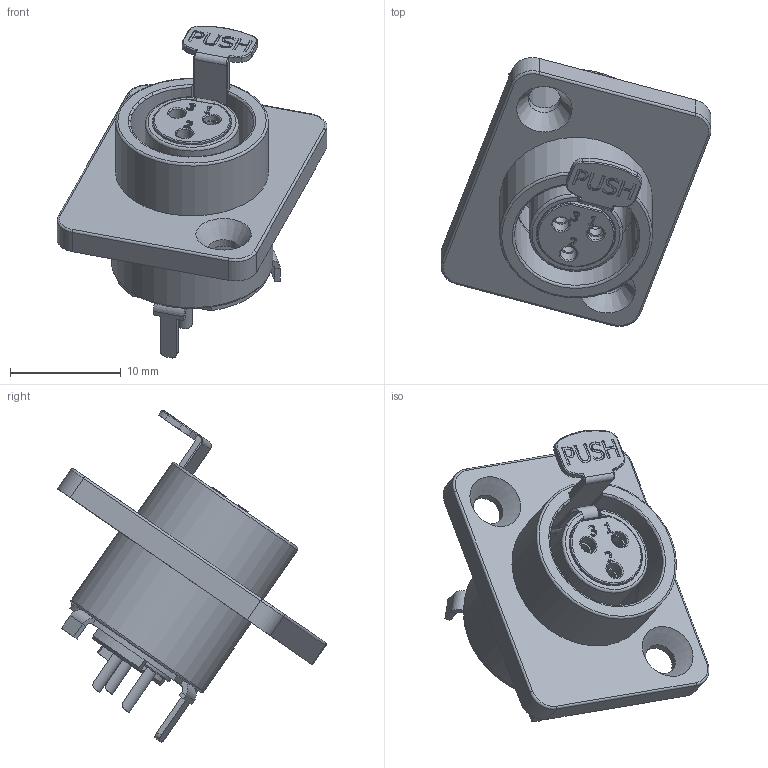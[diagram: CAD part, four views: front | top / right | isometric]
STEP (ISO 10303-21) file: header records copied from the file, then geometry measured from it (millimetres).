
FILE_DESCRIPTION((''),'2;1');
FILE_NAME('AG3FCRV.stp','2015-10-26T17:53:34',('minh'),(''),'Autodesk Inventor 2012','Autodesk Inventor 2012','');
FILE_SCHEMA(('AUTOMOTIVE_DESIGN { 1 0 10303 214 1 1 1 1 }'));
Length unit declared in the file: inch
Products named in the file (1): AG3F-CRV_Shrinkwrap_2
Bounding box: 24.35 x 24.24 x 29.95 mm (x, y, z)
Surface area: 3822.4 mm2 (no closed solid volume)
Topology: 0 solids, 18 shells, 212 faces, 1066 edges, 859 vertices
Faces by surface type: plane 98, cylinder 78, torus 23, cone 10, bspline 3
Full cylindrical faces by diameter (mm): 1.5 x6, 2.9 x2, 7.9 x1, 8.45 x1, 8.55 x1, 9.9 x1, 13.8 x1, 14.55 x1
Entity records: 11393 total; most frequent: CARTESIAN_POINT 3222, DIRECTION 1531, ORIENTED_EDGE 1415, EDGE_CURVE 1021, VERTEX_POINT 835, VECTOR 547, LINE 547, AXIS2_PLACEMENT_3D 492
